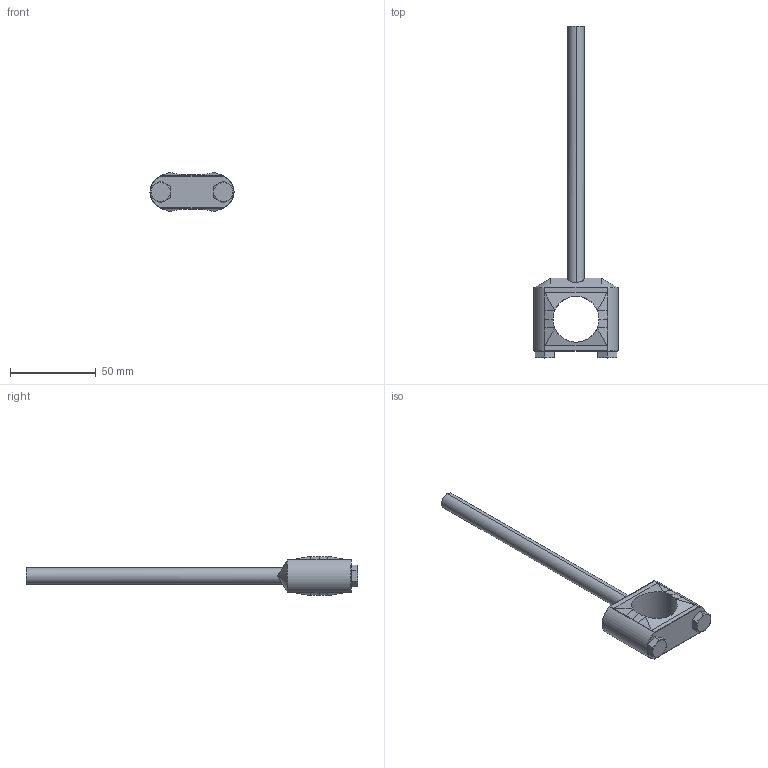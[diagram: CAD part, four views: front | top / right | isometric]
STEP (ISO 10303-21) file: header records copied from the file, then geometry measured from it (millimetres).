
FILE_DESCRIPTION (( 'STEP AP214' ), '1' );
FILE_NAME ('CSDBM6R0.75P304ZP.STEP', '2023-05-28T06:47:46', ( '' ), ( '' ), 'SwSTEP 2.0', 'SolidWorks 2018', '' );
FILE_SCHEMA (( 'AUTOMOTIVE_DESIGN' ));
Length unit declared in the file: inch
Products named in the file (1): CSDBM6R0.75P304ZP
Bounding box: 49.02 x 193.66 x 22.86 mm (x, y, z)
Volume: 35743 mm3; surface area: 11796.4 mm2
Topology: 1 solids, 1 shells, 118 faces, 280 edges, 162 vertices
Faces by surface type: plane 44, bspline 22, cylinder 20, cone 16, torus 14, sphere 2
Entity records: 3906 total; most frequent: CARTESIAN_POINT 1419, ORIENTED_EDGE 560, DIRECTION 446, EDGE_CURVE 280, AXIS2_PLACEMENT_3D 169, VERTEX_POINT 162, ADVANCED_FACE 118, FACE_OUTER_BOUND 118
